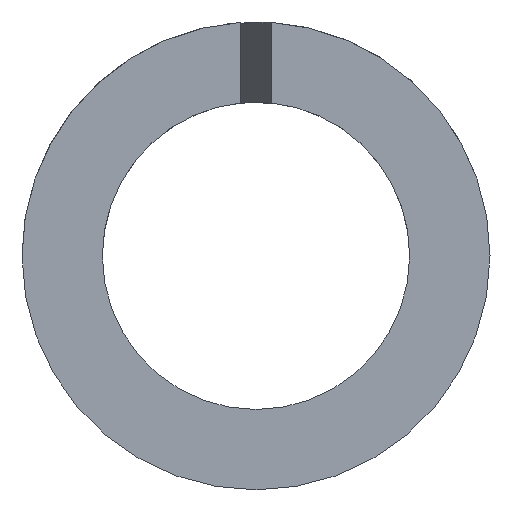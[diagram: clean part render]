
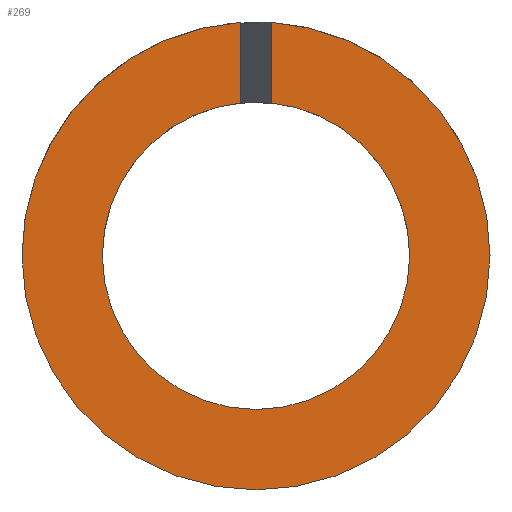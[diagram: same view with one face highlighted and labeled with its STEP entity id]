
A CAD part, left-side view. The second image highlights one B-rep face of the part: STEP entity #269.
In plain terms, the highlighted planar face has unit normal (-1, 0, 0).
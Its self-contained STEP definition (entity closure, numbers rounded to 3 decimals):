
#2 = CARTESIAN_POINT ( 'NONE',  ( 0., 0., 0. ) ) ;
#5 = CARTESIAN_POINT ( 'NONE',  ( 0., 0.32, 3.234 ) ) ;
#7 = AXIS2_PLACEMENT_3D ( 'NONE', #143, #270, #117 ) ;
#13 = VERTEX_POINT ( 'NONE', #375 ) ;
#15 = EDGE_LOOP ( 'NONE', ( #39, #265, #218, #197, #372, #347, #126, #50 ) ) ;
#23 = CARTESIAN_POINT ( 'NONE',  ( 0., -0.32, 4.94 ) ) ;
#25 = DIRECTION ( 'NONE',  ( 0., 0., 1. ) ) ;
#30 = CARTESIAN_POINT ( 'NONE',  ( 0., 0., 0. ) ) ;
#32 = DIRECTION ( 'NONE',  ( 1., 0., 0. ) ) ;
#39 = ORIENTED_EDGE ( 'NONE', *, *, #127, .T. ) ;
#46 = VERTEX_POINT ( 'NONE', #380 ) ;
#50 = ORIENTED_EDGE ( 'NONE', *, *, #172, .T. ) ;
#52 = CARTESIAN_POINT ( 'NONE',  ( 0., 0., 0. ) ) ;
#58 = AXIS2_PLACEMENT_3D ( 'NONE', #332, #148, #180 ) ;
#63 = CARTESIAN_POINT ( 'NONE',  ( 0., 0., 0. ) ) ;
#71 = VERTEX_POINT ( 'NONE', #23 ) ;
#74 = AXIS2_PLACEMENT_3D ( 'NONE', #30, #216, #240 ) ;
#80 = DIRECTION ( 'NONE',  ( 0., -1., 0. ) ) ;
#88 = VERTEX_POINT ( 'NONE', #170 ) ;
#91 = AXIS2_PLACEMENT_3D ( 'NONE', #233, #289, #326 ) ;
#108 = FACE_OUTER_BOUND ( 'NONE', #15, .T. ) ;
#117 = DIRECTION ( 'NONE',  ( 0., -1., 0. ) ) ;
#126 = ORIENTED_EDGE ( 'NONE', *, *, #327, .T. ) ;
#127 = EDGE_CURVE ( 'NONE', #71, #13, #161, .T. ) ;
#140 = AXIS2_PLACEMENT_3D ( 'NONE', #52, #295, #25 ) ;
#143 = CARTESIAN_POINT ( 'NONE',  ( 0., 0., 0. ) ) ;
#144 = CARTESIAN_POINT ( 'NONE',  ( 0., 0.32, 3.234 ) ) ;
#148 = DIRECTION ( 'NONE',  ( -1., 0., 0. ) ) ;
#161 = LINE ( 'NONE', #283, #319 ) ;
#162 = VERTEX_POINT ( 'NONE', #229 ) ;
#170 = CARTESIAN_POINT ( 'NONE',  ( 0., 3.25, 0. ) ) ;
#172 = EDGE_CURVE ( 'NONE', #288, #71, #225, .T. ) ;
#180 = DIRECTION ( 'NONE',  ( 0., -1., 0. ) ) ;
#183 = LINE ( 'NONE', #144, #271 ) ;
#186 = CIRCLE ( 'NONE', #262, 3.25 ) ;
#196 = CIRCLE ( 'NONE', #364, 3.25 ) ;
#197 = ORIENTED_EDGE ( 'NONE', *, *, #220, .T. ) ;
#209 = CIRCLE ( 'NONE', #58, 4.95 ) ;
#213 = CARTESIAN_POINT ( 'NONE',  ( 0., -4.95, 0. ) ) ;
#216 = DIRECTION ( 'NONE',  ( 1., 0., 0. ) ) ;
#218 = ORIENTED_EDGE ( 'NONE', *, *, #317, .T. ) ;
#220 = EDGE_CURVE ( 'NONE', #88, #340, #186, .T. ) ;
#225 = CIRCLE ( 'NONE', #91, 4.95 ) ;
#229 = CARTESIAN_POINT ( 'NONE',  ( 0., 0.32, 4.94 ) ) ;
#230 = CIRCLE ( 'NONE', #74, 3.25 ) ;
#233 = CARTESIAN_POINT ( 'NONE',  ( 0., 0., 0. ) ) ;
#240 = DIRECTION ( 'NONE',  ( 0., -1., 0. ) ) ;
#252 = DIRECTION ( 'NONE',  ( 0., 0., -1. ) ) ;
#261 = DIRECTION ( 'NONE',  ( 1., 0., 0. ) ) ;
#262 = AXIS2_PLACEMENT_3D ( 'NONE', #2, #261, #80 ) ;
#265 = ORIENTED_EDGE ( 'NONE', *, *, #356, .T. ) ;
#269 = ADVANCED_FACE ( 'NONE', ( #108 ), #322, .T. ) ;
#270 = DIRECTION ( 'NONE',  ( -1., 0., 0. ) ) ;
#271 = VECTOR ( 'NONE', #359, 1000. ) ;
#283 = CARTESIAN_POINT ( 'NONE',  ( 0., -0.32, 4.94 ) ) ;
#288 = VERTEX_POINT ( 'NONE', #213 ) ;
#289 = DIRECTION ( 'NONE',  ( -1., 0., 0. ) ) ;
#295 = DIRECTION ( 'NONE',  ( -1., 0., 0. ) ) ;
#315 = VERTEX_POINT ( 'NONE', #360 ) ;
#317 = EDGE_CURVE ( 'NONE', #46, #88, #196, .T. ) ;
#319 = VECTOR ( 'NONE', #252, 1000. ) ;
#322 = PLANE ( 'NONE',  #140 ) ;
#326 = DIRECTION ( 'NONE',  ( 0., -1., 0. ) ) ;
#327 = EDGE_CURVE ( 'NONE', #315, #288, #348, .T. ) ;
#330 = DIRECTION ( 'NONE',  ( 0., -1., 0. ) ) ;
#332 = CARTESIAN_POINT ( 'NONE',  ( 0., 0., 0. ) ) ;
#333 = EDGE_CURVE ( 'NONE', #162, #315, #209, .T. ) ;
#340 = VERTEX_POINT ( 'NONE', #5 ) ;
#341 = EDGE_CURVE ( 'NONE', #340, #162, #183, .T. ) ;
#347 = ORIENTED_EDGE ( 'NONE', *, *, #333, .T. ) ;
#348 = CIRCLE ( 'NONE', #7, 4.95 ) ;
#356 = EDGE_CURVE ( 'NONE', #13, #46, #230, .T. ) ;
#359 = DIRECTION ( 'NONE',  ( 0., 0., 1. ) ) ;
#360 = CARTESIAN_POINT ( 'NONE',  ( 0., 4.95, 0. ) ) ;
#364 = AXIS2_PLACEMENT_3D ( 'NONE', #63, #32, #330 ) ;
#372 = ORIENTED_EDGE ( 'NONE', *, *, #341, .T. ) ;
#375 = CARTESIAN_POINT ( 'NONE',  ( 0., -0.32, 3.234 ) ) ;
#380 = CARTESIAN_POINT ( 'NONE',  ( 0., -3.25, 0. ) ) ;
